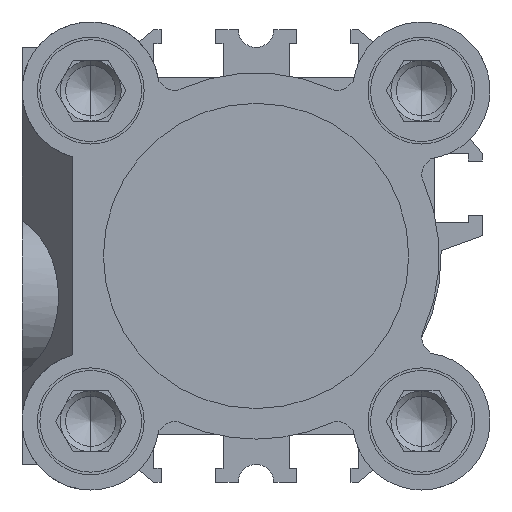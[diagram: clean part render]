
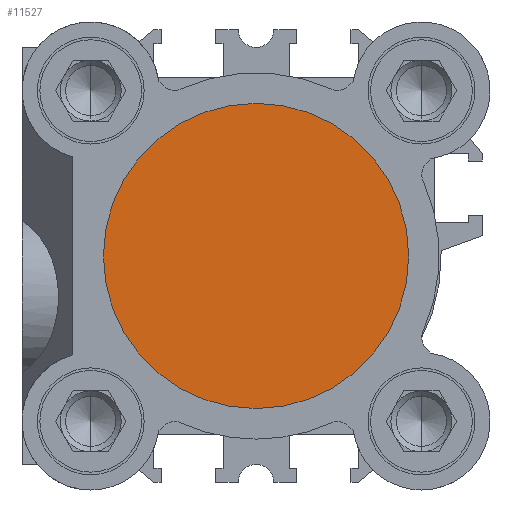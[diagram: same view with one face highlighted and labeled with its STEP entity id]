
A CAD part, left-side view. The second image highlights one B-rep face of the part: STEP entity #11527.
In plain terms, the highlighted face is planar.
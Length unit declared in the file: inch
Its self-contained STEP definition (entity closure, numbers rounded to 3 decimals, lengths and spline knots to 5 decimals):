
#1451 = DIRECTION ( 'NONE',  ( -1., 0., 0. ) ) ;
#1978 = CARTESIAN_POINT ( 'NONE',  ( 0.15748, 0., 0.59055 ) ) ;
#2785 = EDGE_LOOP ( 'NONE', ( #10732, #6516 ) ) ;
#2862 = AXIS2_PLACEMENT_3D ( 'NONE', #10153, #1451, #8236 ) ;
#3720 = EDGE_CURVE ( 'NONE', #5865, #9300, #7433, .T. ) ;
#4286 = CARTESIAN_POINT ( 'NONE',  ( 0.15748, 0., -0.59055 ) ) ;
#5062 = CARTESIAN_POINT ( 'NONE',  ( 0.15748, 0., 0. ) ) ;
#5415 = DIRECTION ( 'NONE',  ( -1., 0., 0. ) ) ;
#5865 = VERTEX_POINT ( 'NONE', #1978 ) ;
#6035 = AXIS2_PLACEMENT_3D ( 'NONE', #11181, #5415, #12141 ) ;
#6049 = DIRECTION ( 'NONE',  ( 0., 0., 1. ) ) ;
#6516 = ORIENTED_EDGE ( 'NONE', *, *, #7576, .F. ) ;
#7433 = CIRCLE ( 'NONE', #6035, 0.59055 ) ;
#7576 = EDGE_CURVE ( 'NONE', #9300, #5865, #11711, .T. ) ;
#8236 = DIRECTION ( 'NONE',  ( 0., 0., 1. ) ) ;
#9176 = PLANE ( 'NONE',  #2862 ) ;
#9300 = VERTEX_POINT ( 'NONE', #4286 ) ;
#10153 = CARTESIAN_POINT ( 'NONE',  ( 0.15748, 0.59055, 0. ) ) ;
#10732 = ORIENTED_EDGE ( 'NONE', *, *, #3720, .F. ) ;
#10848 = AXIS2_PLACEMENT_3D ( 'NONE', #5062, #11809, #6049 ) ;
#11181 = CARTESIAN_POINT ( 'NONE',  ( 0.15748, 0., 0. ) ) ;
#11527 = ADVANCED_FACE ( 'NONE', ( #11601 ), #9176, .F. ) ;
#11601 = FACE_OUTER_BOUND ( 'NONE', #2785, .T. ) ;
#11711 = CIRCLE ( 'NONE', #10848, 0.59055 ) ;
#11809 = DIRECTION ( 'NONE',  ( -1., 0., 0. ) ) ;
#12141 = DIRECTION ( 'NONE',  ( 0., 0., 1. ) ) ;
